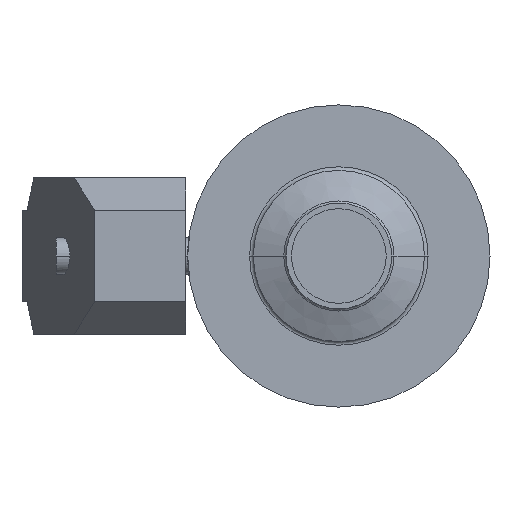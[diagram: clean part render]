
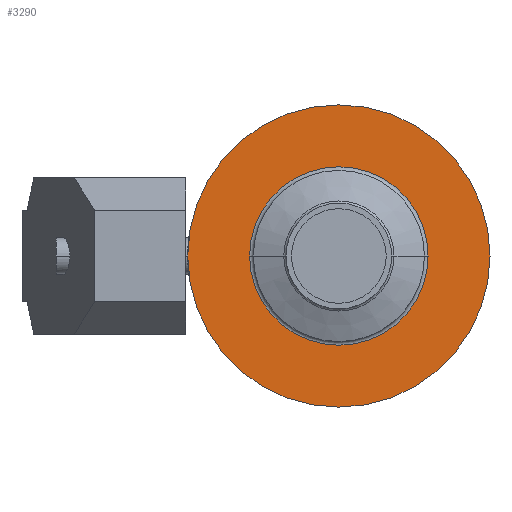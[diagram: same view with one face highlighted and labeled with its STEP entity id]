
A CAD part, left-side view. The second image highlights one B-rep face of the part: STEP entity #3290.
In plain terms, the highlighted planar face has unit normal (-1, 0, 0).
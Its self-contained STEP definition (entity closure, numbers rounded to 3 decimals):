
#560=CARTESIAN_POINT('',(-115.082,-28.723,
0.));
#570=VERTEX_POINT('',#560);
#2900=CARTESIAN_POINT('',(-115.082,54.277,0.));
#2910=VERTEX_POINT('',#2900);
#2940=CARTESIAN_POINT('',(-115.082,12.777,0.));
#2950=DIRECTION('',(1.,0.,0.));
#2960=DIRECTION('',(0.,1.,0.));
#2970=AXIS2_PLACEMENT_3D('',#2940,#2950,#2960);
#2980=CIRCLE('',#2970,41.5);
#2990=EDGE_CURVE('',#570,#2910,#2980,.T.);
#3040=CARTESIAN_POINT('',(-115.082,51.927,0.));
#3050=DIRECTION('',(-1.,0.,0.));
#3060=DIRECTION('',(0.,1.,0.));
#3070=AXIS2_PLACEMENT_3D('',#3040,#3050,#3060);
#3080=PLANE('',#3070);
#3090=CARTESIAN_POINT('',(-115.082,12.777,0.));
#3100=DIRECTION('',(1.,0.,0.));
#3110=DIRECTION('',(0.,1.,0.));
#3120=AXIS2_PLACEMENT_3D('',#3090,#3100,#3110);
#3130=CIRCLE('',#3120,24.5);
#3140=CARTESIAN_POINT('',(-115.082,37.277,0.));
#3150=VERTEX_POINT('',#3140);
#3160=CARTESIAN_POINT('',(-115.082,-11.723,0.));
#3170=VERTEX_POINT('',#3160);
#3180=EDGE_CURVE('',#3150,#3170,#3130,.T.);
#3190=ORIENTED_EDGE('',*,*,#3180,.T.);
#3200=EDGE_CURVE('',#3170,#3150,#3130,.T.);
#3210=ORIENTED_EDGE('',*,*,#3200,.T.);
#3220=EDGE_LOOP('',(#3210,#3190));
#3230=FACE_BOUND('',#3220,.T.);
#3240=EDGE_CURVE('',#2910,#570,#2980,.T.);
#3250=ORIENTED_EDGE('',*,*,#3240,.F.);
#3260=ORIENTED_EDGE('',*,*,#2990,.F.);
#3270=EDGE_LOOP('',(#3260,#3250));
#3280=FACE_OUTER_BOUND('',#3270,.T.);
#3290=ADVANCED_FACE('',(#3230,#3280),#3080,.T.);
